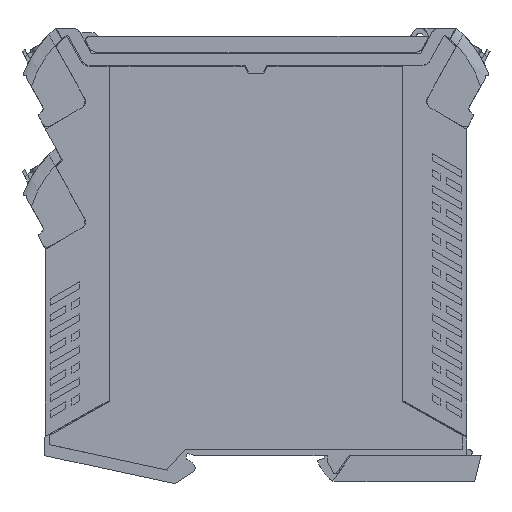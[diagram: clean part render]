
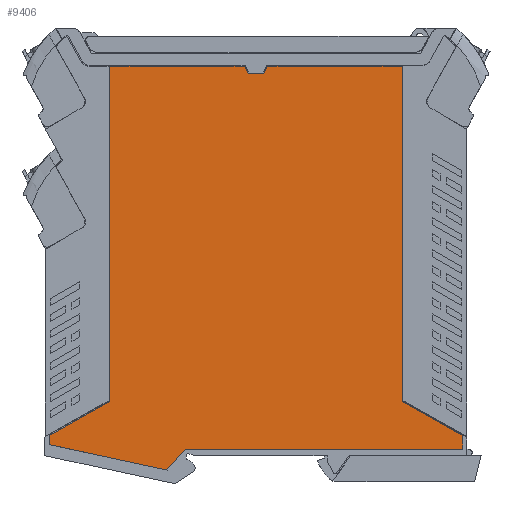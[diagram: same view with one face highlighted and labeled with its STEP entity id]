
A CAD part, left-side view. The second image highlights one B-rep face of the part: STEP entity #9406.
In plain terms, the highlighted planar face has unit normal (-1, 0, 0).
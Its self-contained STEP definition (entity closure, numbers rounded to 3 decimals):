
#9384=AXIS2_PLACEMENT_3D('Plane Axis2P3D',#9381,#9382,#9383) ;
#7267=CARTESIAN_POINT('Vertex',(0.,6.773,12.04)) ;
#7270=CARTESIAN_POINT('Line Origine',(0.,6.773,10.332)) ;
#7274=CARTESIAN_POINT('Vertex',(0.,6.773,8.624)) ;
#7290=CARTESIAN_POINT('Line Origine',(0.,58.64,8.624)) ;
#7294=CARTESIAN_POINT('Vertex',(0.,76.332,8.624)) ;
#7310=CARTESIAN_POINT('Line Origine',(0.,78.847,5.745)) ;
#7314=CARTESIAN_POINT('Vertex',(0.,80.884,3.413)) ;
#7316=CARTESIAN_POINT('Vertex',(0.,76.81,8.077)) ;
#7324=CARTESIAN_POINT('Line Origine',(0.,76.568,8.353)) ;
#7328=CARTESIAN_POINT('Vertex',(0.,76.805,8.082)) ;
#7331=CARTESIAN_POINT('Line Origine',(0.,76.808,8.079)) ;
#7348=CARTESIAN_POINT('Line Origine',(0.,95.661,6.592)) ;
#7352=CARTESIAN_POINT('Vertex',(0.,110.437,9.771)) ;
#7372=CARTESIAN_POINT('Line Origine',(0.,110.437,10.906)) ;
#7376=CARTESIAN_POINT('Vertex',(0.,110.437,12.04)) ;
#7392=CARTESIAN_POINT('Line Origine',(0.,102.821,16.305)) ;
#7396=CARTESIAN_POINT('Vertex',(0.,95.205,20.571)) ;
#7412=CARTESIAN_POINT('Line Origine',(0.,95.205,62.547)) ;
#7416=CARTESIAN_POINT('Vertex',(0.,95.205,104.524)) ;
#7432=CARTESIAN_POINT('Line Origine',(0.,63.186,104.524)) ;
#7436=CARTESIAN_POINT('Vertex',(0.,61.436,104.524)) ;
#7438=CARTESIAN_POINT('Vertex',(0.,64.936,104.524)) ;
#7446=CARTESIAN_POINT('Line Origine',(0.,80.07,104.524)) ;
#7465=CARTESIAN_POINT('Line Origine',(0.,60.993,103.574)) ;
#7469=CARTESIAN_POINT('Vertex',(0.,60.55,102.624)) ;
#7489=CARTESIAN_POINT('Vertex',(0.,56.66,102.624)) ;
#7492=CARTESIAN_POINT('Line Origine',(0.,58.605,102.624)) ;
#7510=CARTESIAN_POINT('Line Origine',(0.,56.217,103.574)) ;
#7514=CARTESIAN_POINT('Vertex',(0.,55.774,104.524)) ;
#7530=CARTESIAN_POINT('Line Origine',(0.,37.14,104.524)) ;
#7534=CARTESIAN_POINT('Vertex',(0.,22.005,104.524)) ;
#7536=CARTESIAN_POINT('Vertex',(0.,52.274,104.524)) ;
#7544=CARTESIAN_POINT('Line Origine',(0.,54.024,104.524)) ;
#7558=CARTESIAN_POINT('Line Origine',(0.,22.005,62.547)) ;
#7562=CARTESIAN_POINT('Vertex',(0.,22.005,20.571)) ;
#7578=CARTESIAN_POINT('Line Origine',(0.,14.389,16.305)) ;
#9381=CARTESIAN_POINT('Axis2P3D Location',(0.,58.605,7.024)) ;
#7271=DIRECTION('Vector Direction',(0.,0.,1.)) ;
#7291=DIRECTION('Vector Direction',(0.,1.,0.)) ;
#7311=DIRECTION('Vector Direction',(0.,-0.658,0.753)) ;
#7325=DIRECTION('Vector Direction',(0.,-0.658,0.753)) ;
#7332=DIRECTION('Vector Direction',(0.,-0.658,0.753)) ;
#7349=DIRECTION('Vector Direction',(0.,-0.978,-0.21)) ;
#7373=DIRECTION('Vector Direction',(0.,0.,-1.)) ;
#7393=DIRECTION('Vector Direction',(0.,0.872,-0.489)) ;
#7413=DIRECTION('Vector Direction',(0.,0.,-1.)) ;
#7433=DIRECTION('Vector Direction',(0.,1.,0.)) ;
#7447=DIRECTION('Vector Direction',(0.,1.,0.)) ;
#7466=DIRECTION('Vector Direction',(0.,0.423,0.906)) ;
#7493=DIRECTION('Vector Direction',(0.,1.,0.)) ;
#7511=DIRECTION('Vector Direction',(0.,-0.423,0.906)) ;
#7531=DIRECTION('Vector Direction',(0.,1.,0.)) ;
#7545=DIRECTION('Vector Direction',(0.,1.,0.)) ;
#7559=DIRECTION('Vector Direction',(0.,0.,1.)) ;
#7579=DIRECTION('Vector Direction',(0.,0.872,0.489)) ;
#9382=DIRECTION('Axis2P3D Direction',(-1.,0.,0.)) ;
#9383=DIRECTION('Axis2P3D XDirection',(0.,1.,0.)) ;
#7272=VECTOR('Line Direction',#7271,1.) ;
#7292=VECTOR('Line Direction',#7291,1.) ;
#7312=VECTOR('Line Direction',#7311,1.) ;
#7326=VECTOR('Line Direction',#7325,1.) ;
#7333=VECTOR('Line Direction',#7332,1.) ;
#7350=VECTOR('Line Direction',#7349,1.) ;
#7374=VECTOR('Line Direction',#7373,1.) ;
#7394=VECTOR('Line Direction',#7393,1.) ;
#7414=VECTOR('Line Direction',#7413,1.) ;
#7434=VECTOR('Line Direction',#7433,1.) ;
#7448=VECTOR('Line Direction',#7447,1.) ;
#7467=VECTOR('Line Direction',#7466,1.) ;
#7494=VECTOR('Line Direction',#7493,1.) ;
#7512=VECTOR('Line Direction',#7511,1.) ;
#7532=VECTOR('Line Direction',#7531,1.) ;
#7546=VECTOR('Line Direction',#7545,1.) ;
#7560=VECTOR('Line Direction',#7559,1.) ;
#7580=VECTOR('Line Direction',#7579,1.) ;
#9387=ORIENTED_EDGE('',*,*,#7496,.T.) ;
#9388=ORIENTED_EDGE('',*,*,#7471,.T.) ;
#9389=ORIENTED_EDGE('',*,*,#7440,.T.) ;
#9390=ORIENTED_EDGE('',*,*,#7450,.T.) ;
#9391=ORIENTED_EDGE('',*,*,#7418,.T.) ;
#9392=ORIENTED_EDGE('',*,*,#7398,.T.) ;
#9393=ORIENTED_EDGE('',*,*,#7378,.T.) ;
#9394=ORIENTED_EDGE('',*,*,#7354,.T.) ;
#9395=ORIENTED_EDGE('',*,*,#7318,.T.) ;
#9396=ORIENTED_EDGE('',*,*,#7335,.T.) ;
#9397=ORIENTED_EDGE('',*,*,#7330,.T.) ;
#9398=ORIENTED_EDGE('',*,*,#7296,.T.) ;
#9399=ORIENTED_EDGE('',*,*,#7276,.T.) ;
#9400=ORIENTED_EDGE('',*,*,#7582,.T.) ;
#9401=ORIENTED_EDGE('',*,*,#7564,.T.) ;
#9402=ORIENTED_EDGE('',*,*,#7538,.T.) ;
#9403=ORIENTED_EDGE('',*,*,#7548,.T.) ;
#9404=ORIENTED_EDGE('',*,*,#7516,.T.) ;
#9406=ADVANCED_FACE('GEHAEUSE',(#9405),#9385,.T.) ;
#7276=EDGE_CURVE('',#7275,#7268,#7273,.T.) ;
#7296=EDGE_CURVE('',#7295,#7275,#7293,.F.) ;
#7318=EDGE_CURVE('',#7315,#7317,#7313,.T.) ;
#7330=EDGE_CURVE('',#7329,#7295,#7327,.T.) ;
#7335=EDGE_CURVE('',#7317,#7329,#7334,.T.) ;
#7354=EDGE_CURVE('',#7353,#7315,#7351,.T.) ;
#7378=EDGE_CURVE('',#7377,#7353,#7375,.T.) ;
#7398=EDGE_CURVE('',#7397,#7377,#7395,.T.) ;
#7418=EDGE_CURVE('',#7417,#7397,#7415,.T.) ;
#7440=EDGE_CURVE('',#7437,#7439,#7435,.T.) ;
#7450=EDGE_CURVE('',#7439,#7417,#7449,.T.) ;
#7471=EDGE_CURVE('',#7470,#7437,#7468,.T.) ;
#7496=EDGE_CURVE('',#7490,#7470,#7495,.T.) ;
#7516=EDGE_CURVE('',#7515,#7490,#7513,.F.) ;
#7538=EDGE_CURVE('',#7535,#7537,#7533,.T.) ;
#7548=EDGE_CURVE('',#7537,#7515,#7547,.T.) ;
#7564=EDGE_CURVE('',#7563,#7535,#7561,.T.) ;
#7582=EDGE_CURVE('',#7268,#7563,#7581,.T.) ;
#9386=EDGE_LOOP('',(#9387,#9388,#9389,#9390,#9391,#9392,#9393,#9394,#9395,#9396,#9397,#9398,#9399,#9400,#9401,#9402,#9403,#9404)) ;
#9405=FACE_OUTER_BOUND('',#9386,.T.) ;
#7273=LINE('Line',#7270,#7272) ;
#7293=LINE('Line',#7290,#7292) ;
#7313=LINE('Line',#7310,#7312) ;
#7327=LINE('Line',#7324,#7326) ;
#7334=LINE('Line',#7331,#7333) ;
#7351=LINE('Line',#7348,#7350) ;
#7375=LINE('Line',#7372,#7374) ;
#7395=LINE('Line',#7392,#7394) ;
#7415=LINE('Line',#7412,#7414) ;
#7435=LINE('Line',#7432,#7434) ;
#7449=LINE('Line',#7446,#7448) ;
#7468=LINE('Line',#7465,#7467) ;
#7495=LINE('Line',#7492,#7494) ;
#7513=LINE('Line',#7510,#7512) ;
#7533=LINE('Line',#7530,#7532) ;
#7547=LINE('Line',#7544,#7546) ;
#7561=LINE('Line',#7558,#7560) ;
#7581=LINE('Line',#7578,#7580) ;
#9385=PLANE('',#9384) ;
#7268=VERTEX_POINT('',#7267) ;
#7275=VERTEX_POINT('',#7274) ;
#7295=VERTEX_POINT('',#7294) ;
#7315=VERTEX_POINT('',#7314) ;
#7317=VERTEX_POINT('',#7316) ;
#7329=VERTEX_POINT('',#7328) ;
#7353=VERTEX_POINT('',#7352) ;
#7377=VERTEX_POINT('',#7376) ;
#7397=VERTEX_POINT('',#7396) ;
#7417=VERTEX_POINT('',#7416) ;
#7437=VERTEX_POINT('',#7436) ;
#7439=VERTEX_POINT('',#7438) ;
#7470=VERTEX_POINT('',#7469) ;
#7490=VERTEX_POINT('',#7489) ;
#7515=VERTEX_POINT('',#7514) ;
#7535=VERTEX_POINT('',#7534) ;
#7537=VERTEX_POINT('',#7536) ;
#7563=VERTEX_POINT('',#7562) ;
